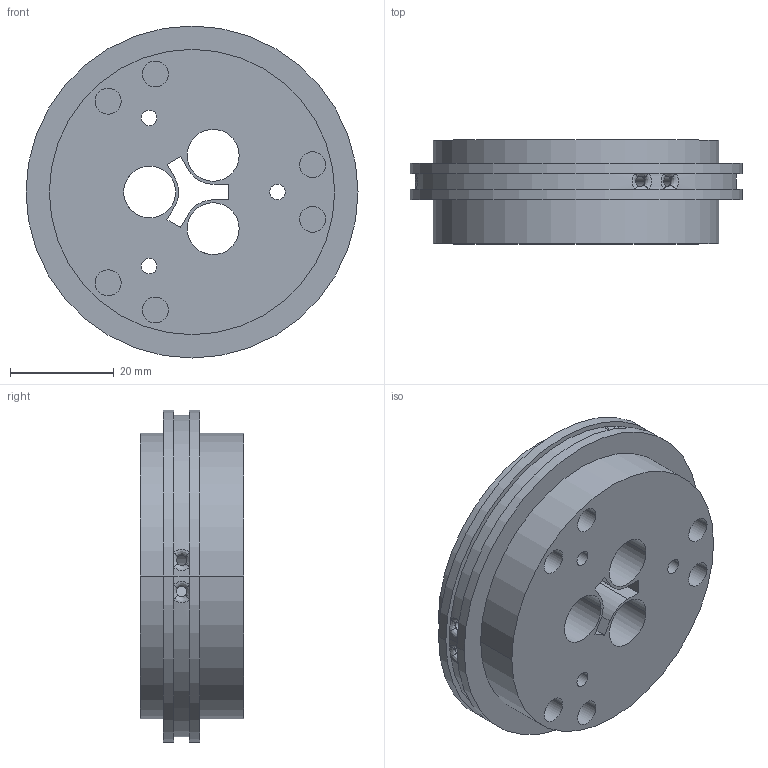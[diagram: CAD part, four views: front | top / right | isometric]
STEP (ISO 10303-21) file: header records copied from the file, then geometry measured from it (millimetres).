
FILE_DESCRIPTION (( 'STEP AP214' ), '1' );
FILE_NAME ('mainring.STEP', '2025-01-20T00:58:43', ( '' ), ( '' ), 'SwSTEP 2.0', 'SolidWorks 2025', '' );
FILE_SCHEMA (( 'AUTOMOTIVE_DESIGN' ));
Length unit declared in the file: millimetre
Products named in the file (1): mainring
Bounding box: 64 x 20 x 64 mm (x, y, z)
Volume: 39269.2 mm3; surface area: 14250.2 mm2
Topology: 1 solids, 1 shells, 111 faces, 279 edges, 178 vertices
Faces by surface type: cylinder 62, plane 25, bspline 24
Entity records: 5052 total; most frequent: CARTESIAN_POINT 2405, ORIENTED_EDGE 558, DIRECTION 531, EDGE_CURVE 279, AXIS2_PLACEMENT_3D 224, VERTEX_POINT 178, EDGE_LOOP 145, CIRCLE 136
